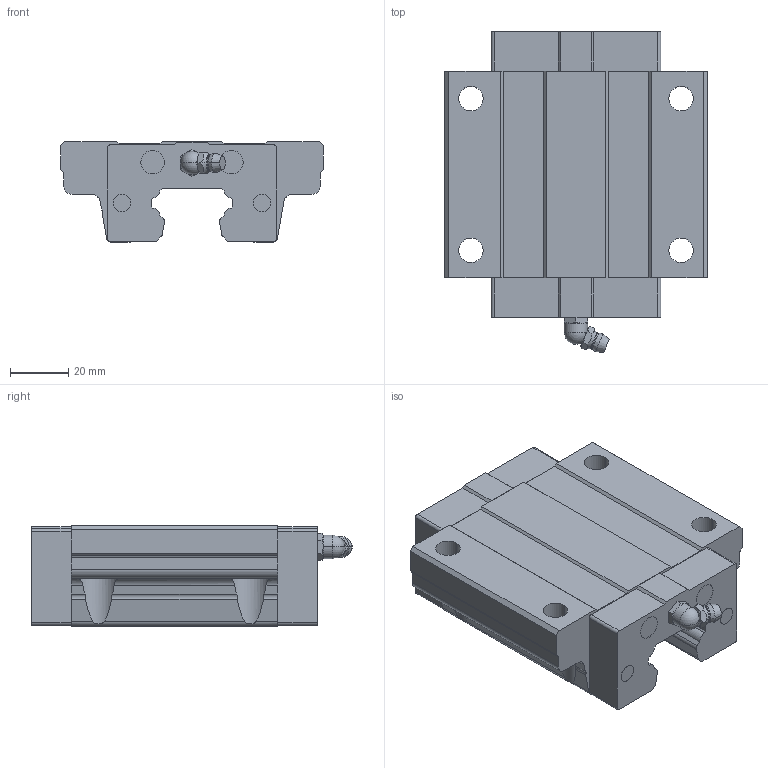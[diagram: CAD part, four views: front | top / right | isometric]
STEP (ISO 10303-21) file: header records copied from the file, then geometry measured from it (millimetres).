
FILE_DESCRIPTION (( 'STEP AP203' ), '1' );
FILE_NAME ('H30FUUG0.step', '2021-02-18T17:48:22', ( '' ), ( '' ), 'SwSTEP 2.0', 'SolidWorks 2019', '' );
FILE_SCHEMA (( 'CONFIG_CONTROL_DESIGN' ));
Length unit declared in the file: millimetre
Products named in the file (1): H30FUUG0
Bounding box: 90 x 109.8 x 34.5 mm (x, y, z)
Volume: 189272.2 mm3; surface area: 32499.1 mm2
Topology: 2 solids, 2 shells, 188 faces, 512 edges, 338 vertices
Faces by surface type: plane 97, cylinder 69, cone 12, torus 6, bspline 2, sphere 2
Entity records: 7326 total; most frequent: CARTESIAN_POINT 2508, ORIENTED_EDGE 1016, DIRECTION 965, EDGE_CURVE 508, AXIS2_PLACEMENT_3D 337, VERTEX_POINT 336, VECTOR 291, LINE 291
